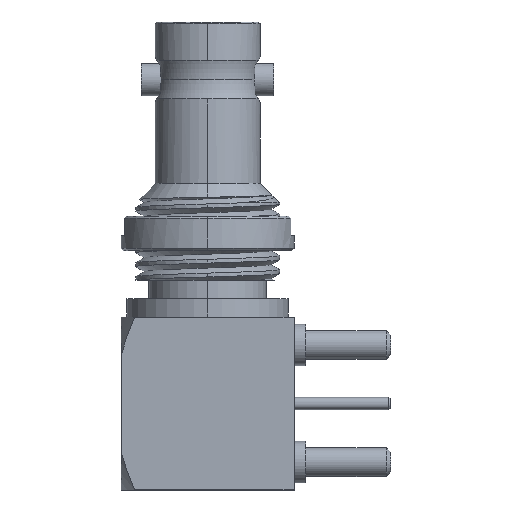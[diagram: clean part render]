
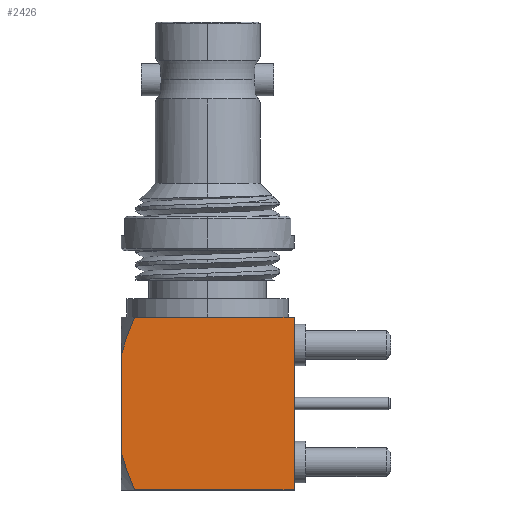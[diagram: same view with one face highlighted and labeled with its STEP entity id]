
A CAD part, left-side view. The second image highlights one B-rep face of the part: STEP entity #2426.
In plain terms, the highlighted planar face has unit normal (-1, 0, 0).
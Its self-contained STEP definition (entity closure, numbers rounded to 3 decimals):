
#683 = LINE ( 'NONE', #6217, #1523 ) ;
#886 = EDGE_CURVE ( 'NONE', #2990, #6548, #1037, .T. ) ;
#924 = EDGE_CURVE ( 'NONE', #9806, #5624, #1706, .T. ) ;
#978 = CARTESIAN_POINT ( 'NONE',  ( -3.783, 3.75, 3.954 ) ) ;
#1037 = LINE ( 'NONE', #3954, #1088 ) ;
#1088 = VECTOR ( 'NONE', #7033, 1000. ) ;
#1217 = LINE ( 'NONE', #6605, #9023 ) ;
#1406 = CARTESIAN_POINT ( 'NONE',  ( -3.783, 6.25, -1.9 ) ) ;
#1510 = PLANE ( 'NONE',  #1557 ) ;
#1523 = VECTOR ( 'NONE', #9285, 1000. ) ;
#1537 = CARTESIAN_POINT ( 'NONE',  ( -3.783, 3.282, -1.628 ) ) ;
#1557 = AXIS2_PLACEMENT_3D ( 'NONE', #1406, #3807, #7644 ) ;
#1606 = CARTESIAN_POINT ( 'NONE',  ( -3.783, 3.173, -1.895 ) ) ;
#1706 = LINE ( 'NONE', #7980, #4466 ) ;
#1742 = CARTESIAN_POINT ( 'NONE',  ( -3.783, 3.392, 5.057 ) ) ;
#1834 = ORIENTED_EDGE ( 'NONE', *, *, #4201, .T. ) ;
#2064 = ORIENTED_EDGE ( 'NONE', *, *, #3011, .T. ) ;
#2311 = FACE_OUTER_BOUND ( 'NONE', #3654, .T. ) ;
#2426 = ADVANCED_FACE ( 'NONE', ( #2311 ), #1510, .F. ) ;
#2567 = VERTEX_POINT ( 'NONE', #1606 ) ;
#2990 = VERTEX_POINT ( 'NONE', #5602 ) ;
#3011 = EDGE_CURVE ( 'NONE', #5822, #9806, #4267, .T. ) ;
#3084 = CARTESIAN_POINT ( 'NONE',  ( -3.783, 3.671, -0.534 ) ) ;
#3199 = DIRECTION ( 'NONE',  ( 0., 0., -1. ) ) ;
#3231 = CARTESIAN_POINT ( 'NONE',  ( -3.783, 3.386, -1.358 ) ) ;
#3561 = ORIENTED_EDGE ( 'NONE', *, *, #8926, .T. ) ;
#3654 = EDGE_LOOP ( 'NONE', ( #3561, #2064, #4728, #1834, #9081, #6131 ) ) ;
#3807 = DIRECTION ( 'NONE',  ( 1., 0., 0. ) ) ;
#3954 = CARTESIAN_POINT ( 'NONE',  ( -3.783, -3.75, -1.9 ) ) ;
#4201 = EDGE_CURVE ( 'NONE', #5624, #2567, #6431, .T. ) ;
#4267 = B_SPLINE_CURVE_WITH_KNOTS ( 'NONE', 3,
 ( #6413, #1742, #8685, #978 ),
 .UNSPECIFIED., .F., .F.,
 ( 4, 4 ),
 ( 0.005, 0.007 ),
 .UNSPECIFIED. ) ;
#4466 = VECTOR ( 'NONE', #3199, 1000. ) ;
#4663 = CARTESIAN_POINT ( 'NONE',  ( -3.783, 3.75, 3.954 ) ) ;
#4728 = ORIENTED_EDGE ( 'NONE', *, *, #924, .T. ) ;
#4811 = EDGE_CURVE ( 'NONE', #2567, #2990, #1217, .T. ) ;
#5449 = CARTESIAN_POINT ( 'NONE',  ( -3.783, 3.173, -1.895 ) ) ;
#5602 = CARTESIAN_POINT ( 'NONE',  ( -3.783, -3.75, -1.895 ) ) ;
#5624 = VERTEX_POINT ( 'NONE', #7734 ) ;
#5822 = VERTEX_POINT ( 'NONE', #8408 ) ;
#6131 = ORIENTED_EDGE ( 'NONE', *, *, #886, .T. ) ;
#6217 = CARTESIAN_POINT ( 'NONE',  ( -3.783, -3.75, 5.595 ) ) ;
#6413 = CARTESIAN_POINT ( 'NONE',  ( -3.783, 3.173, 5.595 ) ) ;
#6431 = B_SPLINE_CURVE_WITH_KNOTS ( 'NONE', 3,
 ( #7672, #3084, #8478, #3231, #1537, #5449 ),
 .UNSPECIFIED., .F., .F.,
 ( 4, 2, 4 ),
 ( 0.011, 0.012, 0.013 ),
 .UNSPECIFIED. ) ;
#6548 = VERTEX_POINT ( 'NONE', #7263 ) ;
#6605 = CARTESIAN_POINT ( 'NONE',  ( -3.783, -3.75, -1.895 ) ) ;
#7033 = DIRECTION ( 'NONE',  ( 0., 0., 1. ) ) ;
#7263 = CARTESIAN_POINT ( 'NONE',  ( -3.783, -3.75, 5.595 ) ) ;
#7644 = DIRECTION ( 'NONE',  ( 0., 0., -1. ) ) ;
#7672 = CARTESIAN_POINT ( 'NONE',  ( -3.783, 3.75, -0.254 ) ) ;
#7734 = CARTESIAN_POINT ( 'NONE',  ( -3.783, 3.75, -0.254 ) ) ;
#7980 = CARTESIAN_POINT ( 'NONE',  ( -3.783, 3.75, 1.85 ) ) ;
#8408 = CARTESIAN_POINT ( 'NONE',  ( -3.783, 3.173, 5.595 ) ) ;
#8478 = CARTESIAN_POINT ( 'NONE',  ( -3.783, 3.581, -0.811 ) ) ;
#8685 = CARTESIAN_POINT ( 'NONE',  ( -3.783, 3.593, 4.511 ) ) ;
#8926 = EDGE_CURVE ( 'NONE', #6548, #5822, #683, .T. ) ;
#9023 = VECTOR ( 'NONE', #9663, 1000. ) ;
#9081 = ORIENTED_EDGE ( 'NONE', *, *, #4811, .T. ) ;
#9285 = DIRECTION ( 'NONE',  ( 0., 1., 0. ) ) ;
#9663 = DIRECTION ( 'NONE',  ( 0., -1., 0. ) ) ;
#9806 = VERTEX_POINT ( 'NONE', #4663 ) ;
